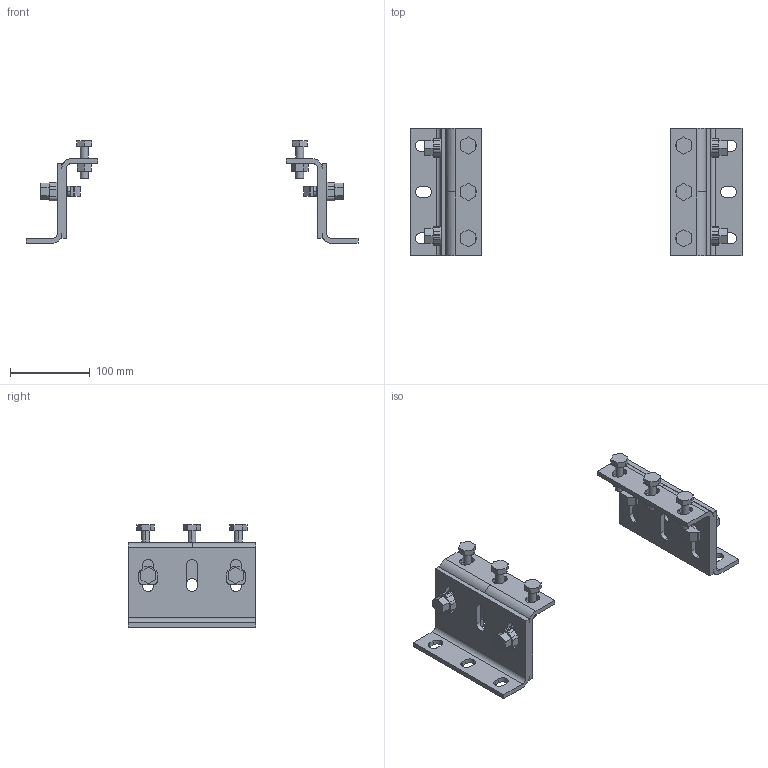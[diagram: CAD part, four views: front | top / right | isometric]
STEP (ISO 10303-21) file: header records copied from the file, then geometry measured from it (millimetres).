
FILE_DESCRIPTION (( 'STEP AP214' ), '1' );
FILE_NAME ('R954-175.STEP', '2024-07-04T08:46:48', ( '' ), ( '' ), 'SwSTEP 2.0', 'SolidWorks 2024', '' );
FILE_SCHEMA (( 'AUTOMOTIVE_DESIGN' ));
Length unit declared in the file: millimetre
Products named in the file (1): R954-175
Bounding box: 416 x 160 x 128.5 mm (x, y, z)
Volume: 560502 mm3; surface area: 180227.9 mm2
Topology: 24 solids, 24 shells, 554 faces, 1476 edges, 968 vertices
Faces by surface type: plane 382, cylinder 172
Entity records: 17586 total; most frequent: CARTESIAN_POINT 3035, DIRECTION 2970, ORIENTED_EDGE 2952, EDGE_CURVE 1476, LINE 1084, VECTOR 1084, VERTEX_POINT 968, AXIS2_PLACEMENT_3D 943
